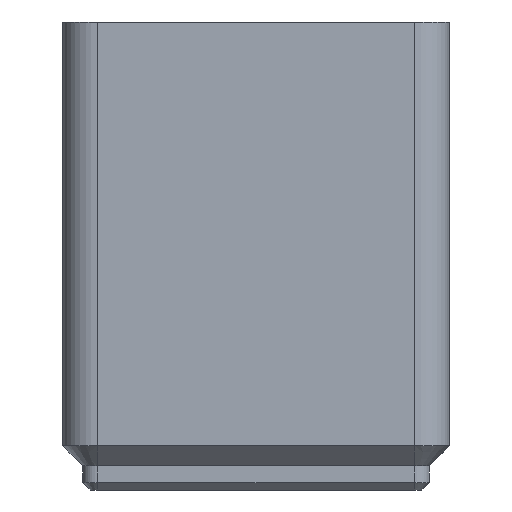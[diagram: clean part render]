
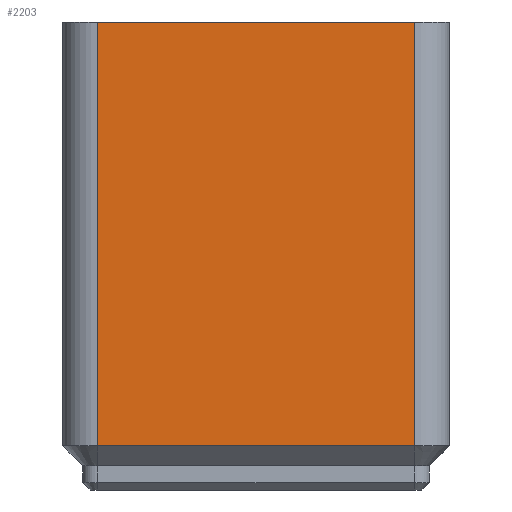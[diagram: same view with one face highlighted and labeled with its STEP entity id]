
A CAD part, left-side view. The second image highlights one B-rep face of the part: STEP entity #2203.
In plain terms, the highlighted planar face has unit normal (-1, 0, 0).
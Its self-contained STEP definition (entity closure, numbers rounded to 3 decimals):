
#33 = PLANE('',#34);
#34 = AXIS2_PLACEMENT_3D('',#35,#36,#37);
#35 = CARTESIAN_POINT('',(0.,0.,0.));
#36 = DIRECTION('',(0.,0.,1.));
#37 = DIRECTION('',(1.,0.,0.));
#716 = EDGE_CURVE('',#717,#719,#721,.T.);
#717 = VERTEX_POINT('',#718);
#718 = CARTESIAN_POINT('',(-62.75,-17.,0.));
#719 = VERTEX_POINT('',#720);
#720 = CARTESIAN_POINT('',(-62.75,17.,0.));
#721 = SURFACE_CURVE('',#722,(#726,#733),.PCURVE_S1.);
#722 = LINE('',#723,#724);
#723 = CARTESIAN_POINT('',(-62.75,0.,0.));
#724 = VECTOR('',#725,1.);
#725 = DIRECTION('',(0.,1.,0.));
#726 = PCURVE('',#33,#727);
#727 = DEFINITIONAL_REPRESENTATION('',(#728),#732);
#728 = LINE('',#729,#730);
#729 = CARTESIAN_POINT('',(-62.75,0.));
#730 = VECTOR('',#731,1.);
#731 = DIRECTION('',(0.,1.));
#732 = ( GEOMETRIC_REPRESENTATION_CONTEXT(2) 
PARAMETRIC_REPRESENTATION_CONTEXT() REPRESENTATION_CONTEXT('2D SPACE',''
  ) );
#733 = PCURVE('',#734,#739);
#734 = PLANE('',#735);
#735 = AXIS2_PLACEMENT_3D('',#736,#737,#738);
#736 = CARTESIAN_POINT('',(-62.75,0.,41.046));
#737 = DIRECTION('',(1.,0.,0.));
#738 = DIRECTION('',(0.,-0.,1.));
#739 = DEFINITIONAL_REPRESENTATION('',(#740),#744);
#740 = LINE('',#741,#742);
#741 = CARTESIAN_POINT('',(-41.046,0.));
#742 = VECTOR('',#743,1.);
#743 = DIRECTION('',(0.,-1.));
#744 = ( GEOMETRIC_REPRESENTATION_CONTEXT(2) 
PARAMETRIC_REPRESENTATION_CONTEXT() REPRESENTATION_CONTEXT('2D SPACE',''
  ) );
#763 = CYLINDRICAL_SURFACE('',#764,3.75);
#764 = AXIS2_PLACEMENT_3D('',#765,#766,#767);
#765 = CARTESIAN_POINT('',(-59.,-17.,41.046));
#766 = DIRECTION('',(0.,-0.,1.));
#767 = DIRECTION('',(1.,0.,0.));
#932 = CYLINDRICAL_SURFACE('',#933,3.75);
#933 = AXIS2_PLACEMENT_3D('',#934,#935,#936);
#934 = CARTESIAN_POINT('',(-59.,17.,41.046));
#935 = DIRECTION('',(0.,-0.,1.));
#936 = DIRECTION('',(1.,0.,0.));
#2203 = ADVANCED_FACE('',(#2204),#734,.F.);
#2204 = FACE_BOUND('',#2205,.F.);
#2205 = EDGE_LOOP('',(#2206,#2228,#2256,#2277));
#2206 = ORIENTED_EDGE('',*,*,#2207,.F.);
#2207 = EDGE_CURVE('',#2208,#719,#2210,.T.);
#2208 = VERTEX_POINT('',#2209);
#2209 = CARTESIAN_POINT('',(-62.75,17.,45.446));
#2210 = SURFACE_CURVE('',#2211,(#2215,#2222),.PCURVE_S1.);
#2211 = LINE('',#2212,#2213);
#2212 = CARTESIAN_POINT('',(-62.75,17.,41.046));
#2213 = VECTOR('',#2214,1.);
#2214 = DIRECTION('',(0.,0.,-1.));
#2215 = PCURVE('',#734,#2216);
#2216 = DEFINITIONAL_REPRESENTATION('',(#2217),#2221);
#2217 = LINE('',#2218,#2219);
#2218 = CARTESIAN_POINT('',(0.,-17.));
#2219 = VECTOR('',#2220,1.);
#2220 = DIRECTION('',(-1.,0.));
#2221 = ( GEOMETRIC_REPRESENTATION_CONTEXT(2) 
PARAMETRIC_REPRESENTATION_CONTEXT() REPRESENTATION_CONTEXT('2D SPACE',''
  ) );
#2222 = PCURVE('',#932,#2223);
#2223 = DEFINITIONAL_REPRESENTATION('',(#2224),#2227);
#2224 = B_SPLINE_CURVE_WITH_KNOTS('',1,(#2225,#2226),.UNSPECIFIED.,.F.,
  .F.,(2,2),(-4.4,-0.),.PIECEWISE_BEZIER_KNOTS.);
#2225 = CARTESIAN_POINT('',(3.142,4.4));
#2226 = CARTESIAN_POINT('',(3.142,0.));
#2227 = ( GEOMETRIC_REPRESENTATION_CONTEXT(2) 
PARAMETRIC_REPRESENTATION_CONTEXT() REPRESENTATION_CONTEXT('2D SPACE',''
  ) );
#2228 = ORIENTED_EDGE('',*,*,#2229,.T.);
#2229 = EDGE_CURVE('',#2208,#2230,#2232,.T.);
#2230 = VERTEX_POINT('',#2231);
#2231 = CARTESIAN_POINT('',(-62.75,-17.,45.446));
#2232 = SURFACE_CURVE('',#2233,(#2237,#2244),.PCURVE_S1.);
#2233 = LINE('',#2234,#2235);
#2234 = CARTESIAN_POINT('',(-62.75,0.,45.446));
#2235 = VECTOR('',#2236,1.);
#2236 = DIRECTION('',(0.,-1.,-0.));
#2237 = PCURVE('',#734,#2238);
#2238 = DEFINITIONAL_REPRESENTATION('',(#2239),#2243);
#2239 = LINE('',#2240,#2241);
#2240 = CARTESIAN_POINT('',(4.4,0.));
#2241 = VECTOR('',#2242,1.);
#2242 = DIRECTION('',(0.,1.));
#2243 = ( GEOMETRIC_REPRESENTATION_CONTEXT(2) 
PARAMETRIC_REPRESENTATION_CONTEXT() REPRESENTATION_CONTEXT('2D SPACE',''
  ) );
#2244 = PCURVE('',#2245,#2250);
#2245 = PLANE('',#2246);
#2246 = AXIS2_PLACEMENT_3D('',#2247,#2248,#2249);
#2247 = CARTESIAN_POINT('',(-62.75,0.,45.446));
#2248 = DIRECTION('',(-0.707,-0.,-0.707));
#2249 = DIRECTION('',(0.707,0.,-0.707)
  );
#2250 = DEFINITIONAL_REPRESENTATION('',(#2251),#2255);
#2251 = LINE('',#2252,#2253);
#2252 = CARTESIAN_POINT('',(0.,0.));
#2253 = VECTOR('',#2254,1.);
#2254 = DIRECTION('',(0.,1.));
#2255 = ( GEOMETRIC_REPRESENTATION_CONTEXT(2) 
PARAMETRIC_REPRESENTATION_CONTEXT() REPRESENTATION_CONTEXT('2D SPACE',''
  ) );
#2256 = ORIENTED_EDGE('',*,*,#2257,.F.);
#2257 = EDGE_CURVE('',#717,#2230,#2258,.T.);
#2258 = SURFACE_CURVE('',#2259,(#2263,#2270),.PCURVE_S1.);
#2259 = LINE('',#2260,#2261);
#2260 = CARTESIAN_POINT('',(-62.75,-17.,0.));
#2261 = VECTOR('',#2262,1.);
#2262 = DIRECTION('',(0.,0.,1.));
#2263 = PCURVE('',#734,#2264);
#2264 = DEFINITIONAL_REPRESENTATION('',(#2265),#2269);
#2265 = LINE('',#2266,#2267);
#2266 = CARTESIAN_POINT('',(-41.046,17.));
#2267 = VECTOR('',#2268,1.);
#2268 = DIRECTION('',(1.,0.));
#2269 = ( GEOMETRIC_REPRESENTATION_CONTEXT(2) 
PARAMETRIC_REPRESENTATION_CONTEXT() REPRESENTATION_CONTEXT('2D SPACE',''
  ) );
#2270 = PCURVE('',#763,#2271);
#2271 = DEFINITIONAL_REPRESENTATION('',(#2272),#2276);
#2272 = LINE('',#2273,#2274);
#2273 = CARTESIAN_POINT('',(3.142,-41.046));
#2274 = VECTOR('',#2275,1.);
#2275 = DIRECTION('',(-0.,1.));
#2276 = ( GEOMETRIC_REPRESENTATION_CONTEXT(2) 
PARAMETRIC_REPRESENTATION_CONTEXT() REPRESENTATION_CONTEXT('2D SPACE',''
  ) );
#2277 = ORIENTED_EDGE('',*,*,#716,.T.);
